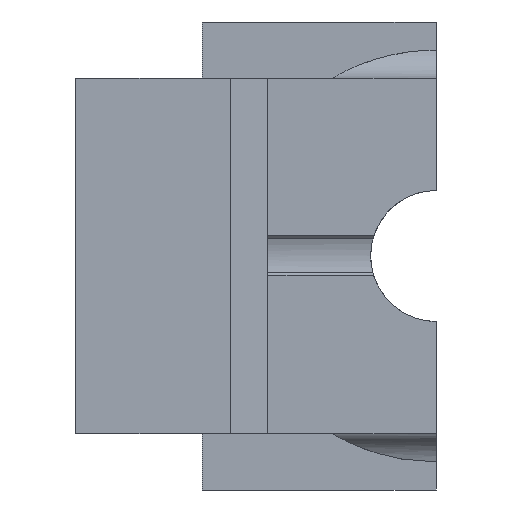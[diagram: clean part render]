
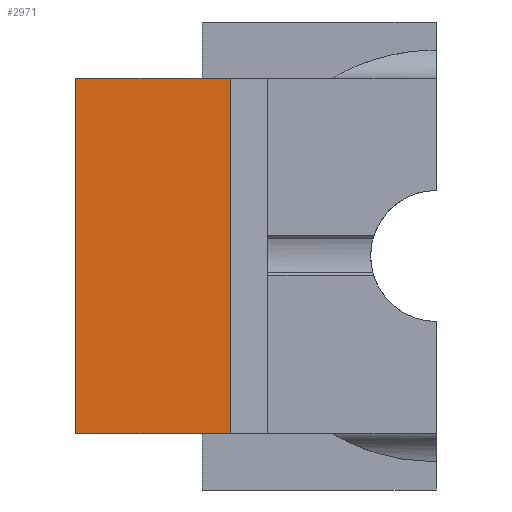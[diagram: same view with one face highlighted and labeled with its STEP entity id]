
A CAD part, front view. The second image highlights one B-rep face of the part: STEP entity #2971.
In plain terms, the highlighted planar face has unit normal (0, -1, 0).
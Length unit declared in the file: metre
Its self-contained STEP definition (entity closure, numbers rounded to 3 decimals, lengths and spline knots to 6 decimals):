
#40=PLANE('',#3246);
#314=LINE('',#4638,#582);
#329=LINE('',#4683,#597);
#401=LINE('',#4907,#669);
#404=LINE('',#4917,#672);
#582=VECTOR('',#3635,1.);
#597=VECTOR('',#3652,1.);
#669=VECTOR('',#3850,1.);
#672=VECTOR('',#3867,1.);
#1131=ORIENTED_EDGE('',*,*,#1817,.T.);
#1132=ORIENTED_EDGE('',*,*,#1944,.T.);
#1133=ORIENTED_EDGE('',*,*,#1834,.F.);
#1134=ORIENTED_EDGE('',*,*,#1940,.T.);
#1817=EDGE_CURVE('',#2264,#2263,#314,.T.);
#1834=EDGE_CURVE('',#2278,#2271,#329,.T.);
#1940=EDGE_CURVE('',#2278,#2264,#401,.T.);
#1944=EDGE_CURVE('',#2263,#2271,#404,.T.);
#2263=VERTEX_POINT('',#4637);
#2264=VERTEX_POINT('',#4639);
#2271=VERTEX_POINT('',#4661);
#2278=VERTEX_POINT('',#4682);
#2516=EDGE_LOOP('',(#1131,#1132,#1133,#1134));
#2704=FACE_BOUND('',#2516,.T.);
#2971=ADVANCED_FACE('',(#2704),#40,.F.);
#3246=AXIS2_PLACEMENT_3D('',#4916,#3865,#3866);
#3635=DIRECTION('',(-1.,0.,0.));
#3652=DIRECTION('',(-1.,0.,0.));
#3850=DIRECTION('',(0.,0.,1.));
#3865=DIRECTION('',(0.,1.,0.));
#3866=DIRECTION('',(1.,0.,0.));
#3867=DIRECTION('',(0.,0.,-1.));
#4637=CARTESIAN_POINT('',(-0.01925,-0.0322,-0.0362));
#4638=CARTESIAN_POINT('',(-0.013,-0.0322,-0.0362));
#4639=CARTESIAN_POINT('',(-0.011,-0.0322,-0.0362));
#4661=CARTESIAN_POINT('',(-0.01925,-0.0322,-0.0552));
#4682=CARTESIAN_POINT('',(-0.011,-0.0322,-0.0552));
#4683=CARTESIAN_POINT('',(-0.013,-0.0322,-0.0552));
#4907=CARTESIAN_POINT('',(-0.011,-0.0322,-0.0362));
#4916=CARTESIAN_POINT('',(0.,-0.0322,-0.0457));
#4917=CARTESIAN_POINT('',(-0.01925,-0.0322,-0.0457));
